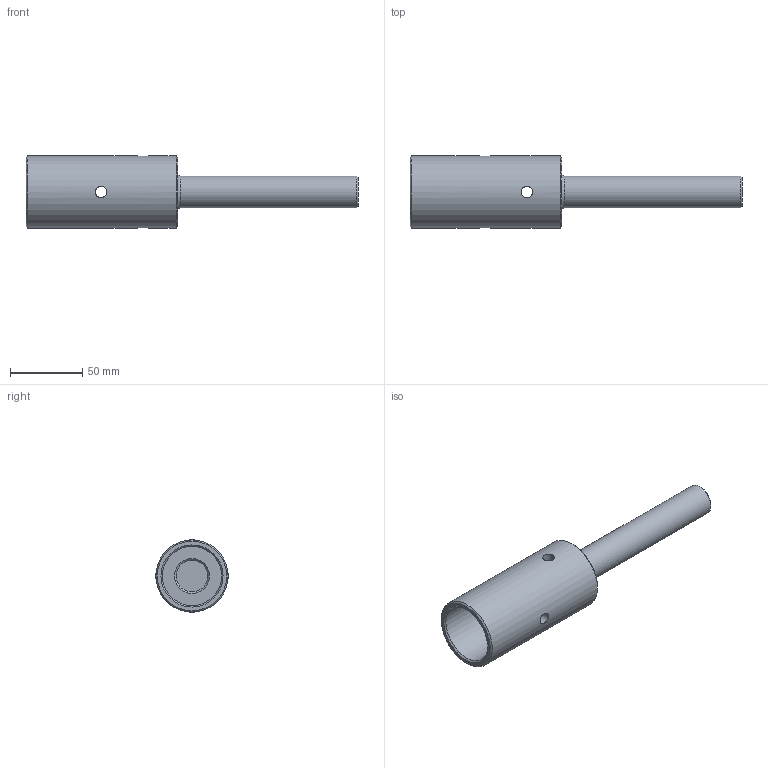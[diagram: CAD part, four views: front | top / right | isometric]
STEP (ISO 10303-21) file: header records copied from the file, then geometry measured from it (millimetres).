
FILE_DESCRIPTION( ( 'STEP AP203' ), '1' );
FILE_NAME( ' ', ' ', ( ' ' ), ( ' ' ), 'PSStep 10.1', ' ', ' ' );
FILE_SCHEMA( ( 'CONFIG_CONTROL_DESIGN' ) );
Length unit declared in the file: millimetre
Products named in the file (1): 1
Bounding box: 230 x 50 x 50 mm (x, y, z)
Volume: 181223.2 mm3; surface area: 38407.2 mm2
Topology: 1 solids, 1 shells, 19 faces, 45 edges, 29 vertices
Faces by surface type: cylinder 8, plane 5, cone 5, torus 1
Full cylindrical faces by diameter (mm): 8 x4, 22 x2, 41 x1, 50 x1
Entity records: 970 total; most frequent: CARTESIAN_POINT 584, DIRECTION 68, EDGE_LOOP 44, ORIENTED_EDGE 44, AXIS2_PLACEMENT_3D 34, FACE_OUTER_BOUND 28, EDGE_CURVE 22, VERTEX_POINT 22
